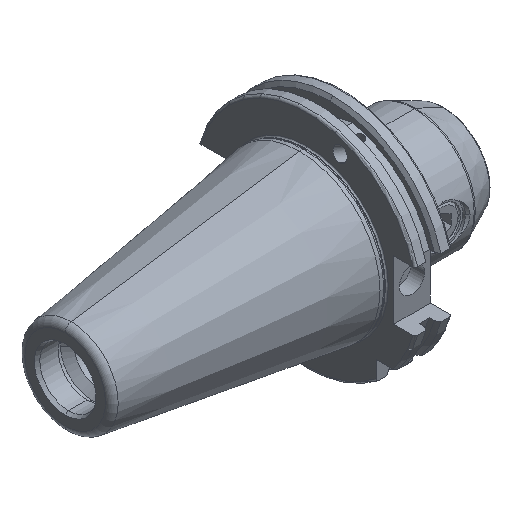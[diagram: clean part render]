
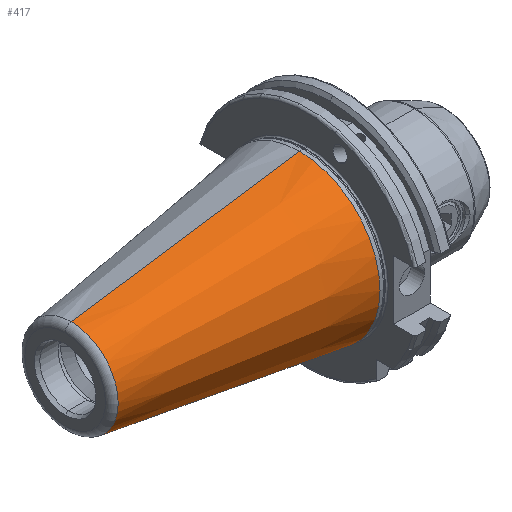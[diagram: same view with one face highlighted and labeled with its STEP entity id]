
A CAD part, isometric view. The second image highlights one B-rep face of the part: STEP entity #417.
In plain terms, the highlighted conical face has half-angle 8.297 degrees and reference radius 34.925 mm.
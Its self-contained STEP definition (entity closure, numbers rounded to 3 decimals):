
#12 = EDGE_CURVE ( 'NONE', #15, #3904, #309, .T. ) ;
#15 = VERTEX_POINT ( 'NONE', #300 ) ;
#20 = ORIENTED_EDGE ( 'NONE', *, *, #355, .T. ) ;
#21 = ORIENTED_EDGE ( 'NONE', *, *, #415, .F. ) ;
#104 = EDGE_LOOP ( 'NONE', ( #450, #20, #377, #21 ) ) ;
#145 = VERTEX_POINT ( 'NONE', #632 ) ;
#278 = VERTEX_POINT ( 'NONE', #863 ) ;
#300 = CARTESIAN_POINT ( 'NONE',  ( 0., 0., -34.925 ) ) ;
#302 = DIRECTION ( 'NONE',  ( 0., 0., -1. ) ) ;
#303 = DIRECTION ( 'NONE',  ( -1., 0., 0. ) ) ;
#304 = CARTESIAN_POINT ( 'NONE',  ( 0., 0., 0. ) ) ;
#305 = AXIS2_PLACEMENT_3D ( 'NONE', #304, #303, #302 ) ;
#309 = CIRCLE ( 'NONE', #305, 34.925 ) ;
#355 = EDGE_CURVE ( 'NONE', #145, #15, #883, .T. ) ;
#370 = EDGE_CURVE ( 'NONE', #145, #278, #937, .T. ) ;
#377 = ORIENTED_EDGE ( 'NONE', *, *, #12, .T. ) ;
#415 = EDGE_CURVE ( 'NONE', #278, #3904, #926, .T. ) ;
#417 = ADVANCED_FACE ( 'NONE', ( #922 ), #920, .T. ) ;
#450 = ORIENTED_EDGE ( 'NONE', *, *, #370, .F. ) ;
#632 = CARTESIAN_POINT ( 'NONE',  ( -99.183, 0., -20.461 ) ) ;
#863 = CARTESIAN_POINT ( 'NONE',  ( -99.183, 0., 20.461 ) ) ;
#883 = LINE ( 'NONE', #940, #939 ) ;
#915 = DIRECTION ( 'NONE',  ( 0., 0., 1. ) ) ;
#916 = DIRECTION ( 'NONE',  ( 1., 0., 0. ) ) ;
#918 = CARTESIAN_POINT ( 'NONE',  ( 0., 0., 0. ) ) ;
#919 = AXIS2_PLACEMENT_3D ( 'NONE', #918, #916, #915 ) ;
#920 = CONICAL_SURFACE ( 'NONE', #919, 34.925, 0.145 ) ;
#922 = FACE_OUTER_BOUND ( 'NONE', #104, .T. ) ;
#923 = DIRECTION ( 'NONE',  ( 0.99, 0., 0.144 ) ) ;
#924 = VECTOR ( 'NONE', #923, 1000. ) ;
#925 = CARTESIAN_POINT ( 'NONE',  ( 0., 0., 34.925 ) ) ;
#926 = LINE ( 'NONE', #925, #924 ) ;
#933 = DIRECTION ( 'NONE',  ( 0., 0., -1. ) ) ;
#934 = DIRECTION ( 'NONE',  ( -1., 0., 0. ) ) ;
#935 = CARTESIAN_POINT ( 'NONE',  ( -99.183, 0., 0. ) ) ;
#936 = AXIS2_PLACEMENT_3D ( 'NONE', #935, #934, #933 ) ;
#937 = CIRCLE ( 'NONE', #936, 20.461 ) ;
#938 = DIRECTION ( 'NONE',  ( 0.99, 0., -0.144 ) ) ;
#939 = VECTOR ( 'NONE', #938, 1000. ) ;
#940 = CARTESIAN_POINT ( 'NONE',  ( 0., 0., -34.925 ) ) ;
#1226 = CARTESIAN_POINT ( 'NONE',  ( 0., 0., 34.925 ) ) ;
#3904 = VERTEX_POINT ( 'NONE', #1226 ) ;
